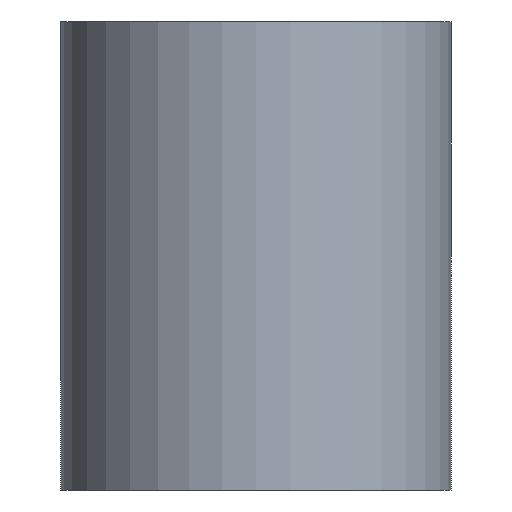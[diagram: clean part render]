
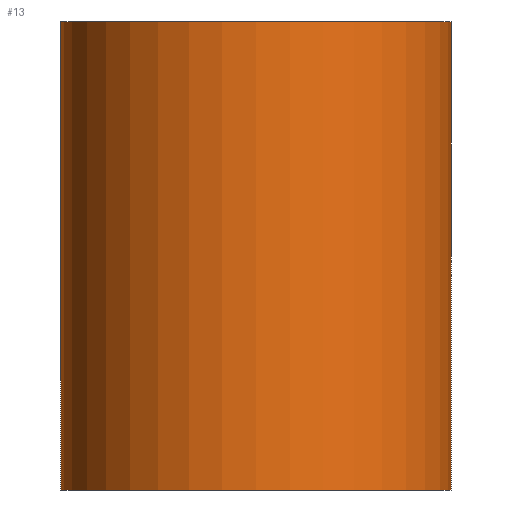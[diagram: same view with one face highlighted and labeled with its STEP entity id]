
A CAD part, front view. The second image highlights one B-rep face of the part: STEP entity #13.
In plain terms, the highlighted cylindrical face has radius 7.95 mm (diameter 15.9 mm), a partial arc.
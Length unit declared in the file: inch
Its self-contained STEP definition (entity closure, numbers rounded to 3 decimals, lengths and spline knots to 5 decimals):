
#13 = ADVANCED_FACE ( 'NONE', ( #57 ), #43, .T. ) ;
#43 = CYLINDRICAL_SURFACE ( 'NONE', #233, 0.313 ) ;
#47 = DIRECTION ( 'NONE',  ( 0., 0., -1. ) ) ;
#57 = FACE_OUTER_BOUND ( 'NONE', #229, .T. ) ;
#73 = CARTESIAN_POINT ( 'NONE',  ( -0.032, -1.125, -0.375 ) ) ;
#76 = ORIENTED_EDGE ( 'NONE', *, *, #498, .T. ) ;
#82 = VERTEX_POINT ( 'NONE', #330 ) ;
#86 = LINE ( 'NONE', #163, #526 ) ;
#99 = CARTESIAN_POINT ( 'NONE',  ( -0.032, -1.125, 0.375 ) ) ;
#114 = CARTESIAN_POINT ( 'NONE',  ( 0.281, -1.125, 0.375 ) ) ;
#130 = AXIS2_PLACEMENT_3D ( 'NONE', #114, #437, #162 ) ;
#142 = CARTESIAN_POINT ( 'NONE',  ( 0.281, -0.812, 0.375 ) ) ;
#162 = DIRECTION ( 'NONE',  ( 1., 0., 0. ) ) ;
#163 = CARTESIAN_POINT ( 'NONE',  ( -0.032, -1.125, 0.375 ) ) ;
#180 = EDGE_CURVE ( 'NONE', #82, #554, #511, .T. ) ;
#200 = ORIENTED_EDGE ( 'NONE', *, *, #308, .F. ) ;
#229 = EDGE_LOOP ( 'NONE', ( #311, #200, #76, #328 ) ) ;
#233 = AXIS2_PLACEMENT_3D ( 'NONE', #322, #406, #479 ) ;
#282 = VERTEX_POINT ( 'NONE', #492 ) ;
#294 = CARTESIAN_POINT ( 'NONE',  ( 0.281, -1.125, -0.375 ) ) ;
#302 = VERTEX_POINT ( 'NONE', #99 ) ;
#305 = DIRECTION ( 'NONE',  ( 0., 0., -1. ) ) ;
#307 = DIRECTION ( 'NONE',  ( 1., 0., 0. ) ) ;
#308 = EDGE_CURVE ( 'NONE', #282, #82, #407, .T. ) ;
#311 = ORIENTED_EDGE ( 'NONE', *, *, #180, .F. ) ;
#322 = CARTESIAN_POINT ( 'NONE',  ( 0.281, -1.125, 0.375 ) ) ;
#324 = VECTOR ( 'NONE', #47, 39.37008 ) ;
#328 = ORIENTED_EDGE ( 'NONE', *, *, #528, .T. ) ;
#330 = CARTESIAN_POINT ( 'NONE',  ( 0.281, -0.812, -0.375 ) ) ;
#406 = DIRECTION ( 'NONE',  ( 0., 0., -1. ) ) ;
#407 = LINE ( 'NONE', #142, #324 ) ;
#437 = DIRECTION ( 'NONE',  ( 0., 0., -1. ) ) ;
#467 = DIRECTION ( 'NONE',  ( 0., 0., -1. ) ) ;
#479 = DIRECTION ( 'NONE',  ( -1., 0., 0. ) ) ;
#492 = CARTESIAN_POINT ( 'NONE',  ( 0.281, -0.812, 0.375 ) ) ;
#498 = EDGE_CURVE ( 'NONE', #282, #302, #536, .T. ) ;
#511 = CIRCLE ( 'NONE', #533, 0.313 ) ;
#526 = VECTOR ( 'NONE', #467, 39.37008 ) ;
#528 = EDGE_CURVE ( 'NONE', #302, #554, #86, .T. ) ;
#533 = AXIS2_PLACEMENT_3D ( 'NONE', #294, #305, #307 ) ;
#536 = CIRCLE ( 'NONE', #130, 0.313 ) ;
#554 = VERTEX_POINT ( 'NONE', #73 ) ;
